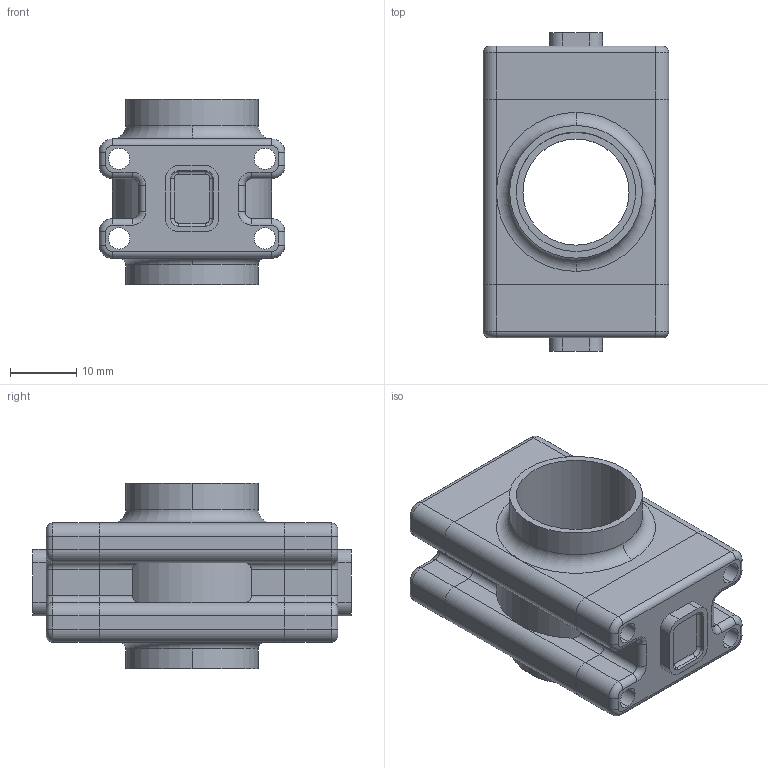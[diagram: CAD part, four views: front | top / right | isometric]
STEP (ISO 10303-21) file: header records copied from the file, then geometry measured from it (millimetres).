
FILE_DESCRIPTION (( 'STEP AP203' ), '1' );
FILE_NAME ('arm_joint_Predeterminado_sldprt.STEP', '2024-07-08T06:13:52', ( '' ), ( '' ), 'SwSTEP 2.0', 'SolidWorks 2024', '' );
FILE_SCHEMA (( 'CONFIG_CONTROL_DESIGN' ));
Length unit declared in the file: millimetre
Products named in the file (1): arm_joint_Predeterminado_sldprt
Bounding box: 28 x 48 x 28 mm (x, y, z)
Volume: 14259.9 mm3; surface area: 10515.3 mm2
Topology: 3 solids, 3 shells, 231 faces, 585 edges, 366 vertices
Faces by surface type: cylinder 123, plane 72, torus 36
Entity records: 7170 total; most frequent: DIRECTION 1327, CARTESIAN_POINT 1255, ORIENTED_EDGE 1170, EDGE_CURVE 585, AXIS2_PLACEMENT_3D 518, VERTEX_POINT 366, LINE 291, VECTOR 291
